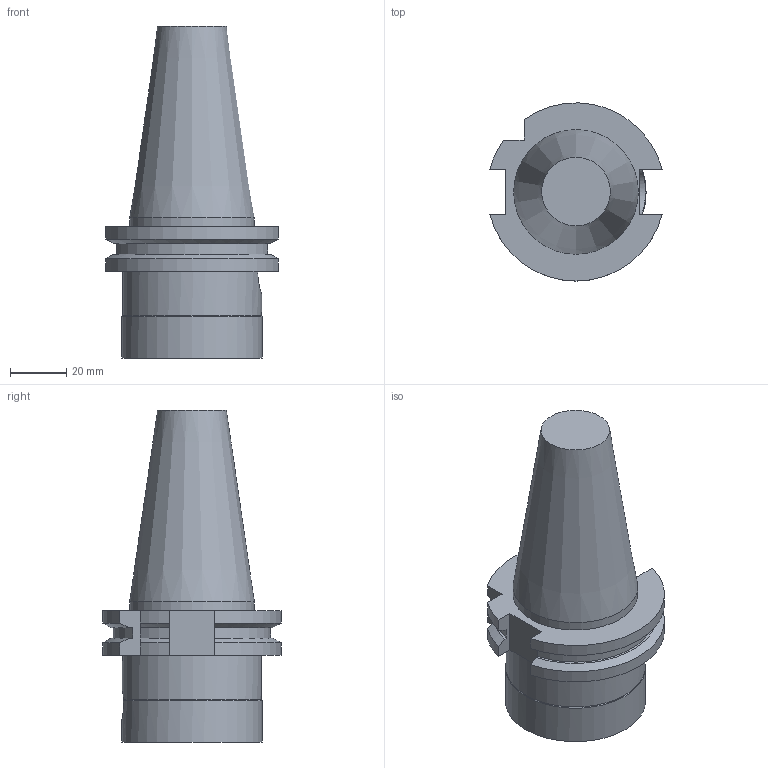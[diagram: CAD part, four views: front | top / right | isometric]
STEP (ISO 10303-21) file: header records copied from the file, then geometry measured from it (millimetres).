
FILE_DESCRIPTION((''),'1');
FILE_NAME('DV40-CKB5-50.stp','2023-09-21T00:49:33',(''),(''),'Spatial Interop R21 SP3','Kubotek KeyCreator 2011 V10.0.2 (22737)',' ');
FILE_SCHEMA(('automotive_design'));
Length unit declared in the file: millimetre
Products named in the file (1): 240[2]
Bounding box: 61.48 x 63.54 x 118.4 mm (x, y, z)
Volume: 154182.2 mm3; surface area: 24598.3 mm2
Topology: 1 solids, 1 shells, 43 faces, 115 edges, 76 vertices
Faces by surface type: plane 20, cylinder 15, cone 8
Full cylindrical faces by diameter (mm): 10.3 x1, 28 x1, 44.45 x1, 49.6 x1, 50 x1
Entity records: 2528 total; most frequent: CARTESIAN_POINT 422, ORIENTED_EDGE 214, DIRECTION 212, PRESENTATION_STYLE_ASSIGNMENT 195, COLOUR_RGB 195, STYLED_ITEM 151, CURVE_STYLE 151, DRAUGHTING_PRE_DEFINED_CURVE_FONT 151
